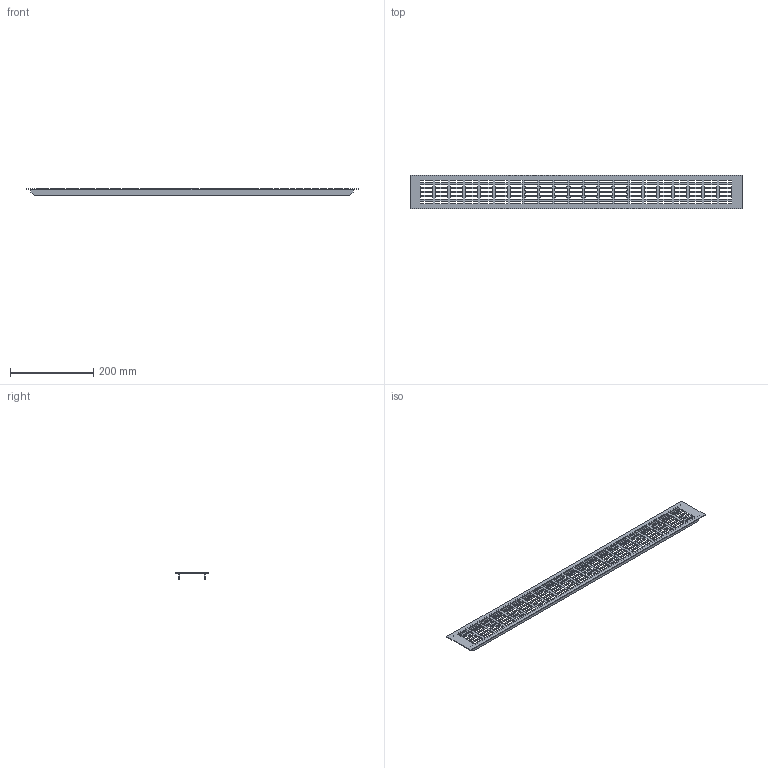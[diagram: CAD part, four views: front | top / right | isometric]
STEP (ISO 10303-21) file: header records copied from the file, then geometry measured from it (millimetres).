
FILE_DESCRIPTION (( 'STEP AP214' ), '1' );
FILE_NAME ('F000961,F000984,F001007_3D.step', '2022-08-15T13:45:04', ( '' ), ( '' ), 'SwSTEP 2.0', 'SolidWorks 2020', '' );
FILE_SCHEMA (( 'AUTOMOTIVE_DESIGN' ));
Length unit declared in the file: millimetre
Products named in the file (1): F000961,F000984,F001007_3D
Bounding box: 800 x 80 x 16.5 mm (x, y, z)
Volume: 108446.2 mm3; surface area: 145166.4 mm2
Topology: 1 solids, 1 shells, 1028 faces, 3072 edges, 2048 vertices
Faces by surface type: plane 524, cylinder 504
Entity records: 35382 total; most frequent: CARTESIAN_POINT 6149, ORIENTED_EDGE 6144, DIRECTION 6138, EDGE_CURVE 3072, LINE 2064, VECTOR 2064, VERTEX_POINT 2048, AXIS2_PLACEMENT_3D 2037
